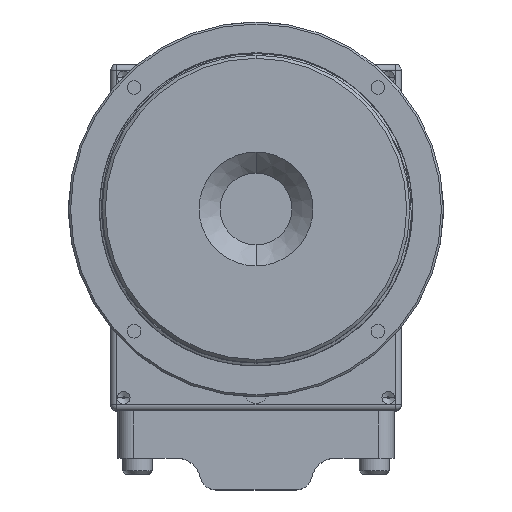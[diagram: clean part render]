
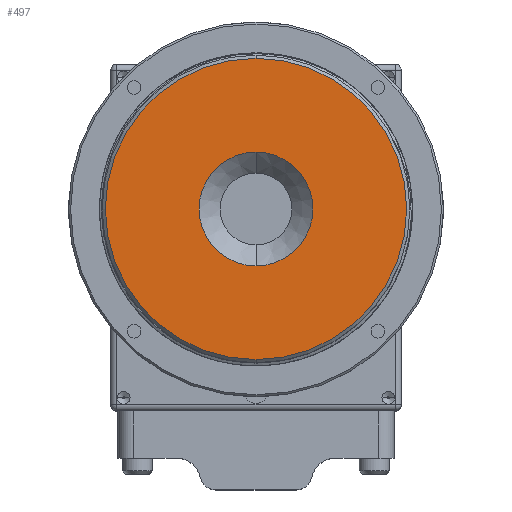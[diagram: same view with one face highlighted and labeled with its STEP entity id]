
A CAD part, top view. The second image highlights one B-rep face of the part: STEP entity #497.
In plain terms, the highlighted planar face has unit normal (0, 0, 1).
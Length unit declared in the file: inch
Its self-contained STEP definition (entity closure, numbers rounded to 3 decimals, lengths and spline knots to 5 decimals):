
#183 = CARTESIAN_POINT ( 'NONE',  ( 0.73, -1.00907, 1.08039 ) ) ;
#333 = DIRECTION ( 'NONE',  ( 0., 0., -1. ) ) ;
#497 = ADVANCED_FACE ( 'NONE', ( #67320, #1053 ), #12199, .T. ) ;
#1053 = FACE_OUTER_BOUND ( 'NONE', #29158, .T. ) ;
#1414 = VERTEX_POINT ( 'NONE', #183 ) ;
#1545 = ORIENTED_EDGE ( 'NONE', *, *, #61719, .T. ) ;
#2401 = AXIS2_PLACEMENT_3D ( 'NONE', #29341, #51188, #62293 ) ;
#3002 = VERTEX_POINT ( 'NONE', #4238 ) ;
#4238 = CARTESIAN_POINT ( 'NONE',  ( 0.73, 0.0265, 1.08039 ) ) ;
#4647 = DIRECTION ( 'NONE',  ( 0., 0., 1. ) ) ;
#9374 = AXIS2_PLACEMENT_3D ( 'NONE', #10585, #32747, #43503 ) ;
#9763 = CIRCLE ( 'NONE', #34917, 0.28407 ) ;
#10585 = CARTESIAN_POINT ( 'NONE',  ( 0.73, -0.725, 1.08039 ) ) ;
#12199 = PLANE ( 'NONE',  #2401 ) ;
#17792 = CARTESIAN_POINT ( 'NONE',  ( 0.73, -1.4765, 1.08039 ) ) ;
#18270 = CIRCLE ( 'NONE', #27408, 0.7515 ) ;
#19653 = CIRCLE ( 'NONE', #9374, 0.28407 ) ;
#24070 = VERTEX_POINT ( 'NONE', #17792 ) ;
#27408 = AXIS2_PLACEMENT_3D ( 'NONE', #64111, #4647, #46910 ) ;
#29158 = EDGE_LOOP ( 'NONE', ( #43230, #65576 ) ) ;
#29255 = EDGE_LOOP ( 'NONE', ( #1545, #61655 ) ) ;
#29341 = CARTESIAN_POINT ( 'NONE',  ( 0.73, -0.725, 1.08039 ) ) ;
#32747 = DIRECTION ( 'NONE',  ( 0., 0., 1. ) ) ;
#34917 = AXIS2_PLACEMENT_3D ( 'NONE', #39009, #333, #60851 ) ;
#36120 = CIRCLE ( 'NONE', #65819, 0.7515 ) ;
#39009 = CARTESIAN_POINT ( 'NONE',  ( 0.73, -0.725, 1.08039 ) ) ;
#41259 = EDGE_CURVE ( 'NONE', #3002, #24070, #18270, .T. ) ;
#43230 = ORIENTED_EDGE ( 'NONE', *, *, #69313, .T. ) ;
#43503 = DIRECTION ( 'NONE',  ( 0., 1., 0. ) ) ;
#44014 = CARTESIAN_POINT ( 'NONE',  ( 0.73, -0.44093, 1.08039 ) ) ;
#46779 = EDGE_CURVE ( 'NONE', #67839, #1414, #19653, .T. ) ;
#46910 = DIRECTION ( 'NONE',  ( 0., 1., 0. ) ) ;
#49934 = DIRECTION ( 'NONE',  ( 0., -1., 0. ) ) ;
#51188 = DIRECTION ( 'NONE',  ( 0., 0., 1. ) ) ;
#60327 = DIRECTION ( 'NONE',  ( 0., 0., 1. ) ) ;
#60851 = DIRECTION ( 'NONE',  ( 0., 1., 0. ) ) ;
#61655 = ORIENTED_EDGE ( 'NONE', *, *, #46779, .F. ) ;
#61719 = EDGE_CURVE ( 'NONE', #67839, #1414, #9763, .T. ) ;
#62293 = DIRECTION ( 'NONE',  ( 1., 0., 0. ) ) ;
#64111 = CARTESIAN_POINT ( 'NONE',  ( 0.73, -0.725, 1.08039 ) ) ;
#65576 = ORIENTED_EDGE ( 'NONE', *, *, #41259, .T. ) ;
#65819 = AXIS2_PLACEMENT_3D ( 'NONE', #66052, #60327, #49934 ) ;
#66052 = CARTESIAN_POINT ( 'NONE',  ( 0.73, -0.725, 1.08039 ) ) ;
#67320 = FACE_BOUND ( 'NONE', #29255, .T. ) ;
#67839 = VERTEX_POINT ( 'NONE', #44014 ) ;
#69313 = EDGE_CURVE ( 'NONE', #24070, #3002, #36120, .T. ) ;
